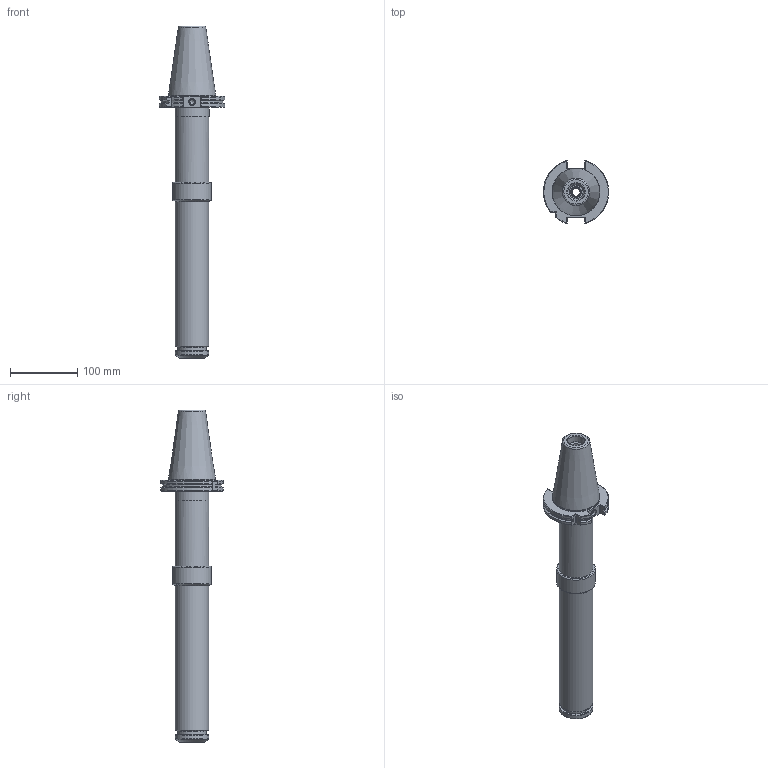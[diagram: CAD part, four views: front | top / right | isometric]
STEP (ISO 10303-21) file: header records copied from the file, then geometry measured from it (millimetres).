
FILE_DESCRIPTION(/* description */ (''),/* implementation_level */ '2;1');
FILE_NAME(/* name */ '885278230.stp',/* time_stamp */ '2023-03-15T12:15:35',/* author */ ('Ratnasingam Jekanthan'),/* organization */ ('REGO-FIX'),/* preprocessor_version */ ' Unknown',/* originating_system */ 'SIEMENS PLM Software Solid Edge ST10',/* authorization */ 'Unknown');
FILE_SCHEMA (('AUTOMOTIVE_DESIGN { 1 0 10303 214 2 1 1}'));
Length unit declared in the file: millimetre
Products named in the file (1): NOCUT
Bounding box: 97.32 x 93.58 x 493.6 mm (x, y, z)
Volume: 947770.8 mm3; surface area: 136990.6 mm2
Topology: 1 solids, 4 shells, 166 faces, 394 edges, 247 vertices
Faces by surface type: plane 55, cone 42, cylinder 39, torus 30
Full cylindrical faces by diameter (mm): 7 x1, 10 x1, 12 x1, 14 x1, 20.752 x2, 25 x1, 30.5 x1, 31.6 x1, 33 x2, 42 x2, 50 x6, 50.5 x1, 52.6 x1, 53 x1, 53.376 x1, 55 x1, 58 x1
Entity records: 5466 total; most frequent: CARTESIAN_POINT 853, DIRECTION 730, ORIENTED_EDGE 590, AXIS2_PLACEMENT_3D 317, EDGE_CURVE 295, FACE_BOUND 265, EDGE_LOOP 264, VERTEX_POINT 228
